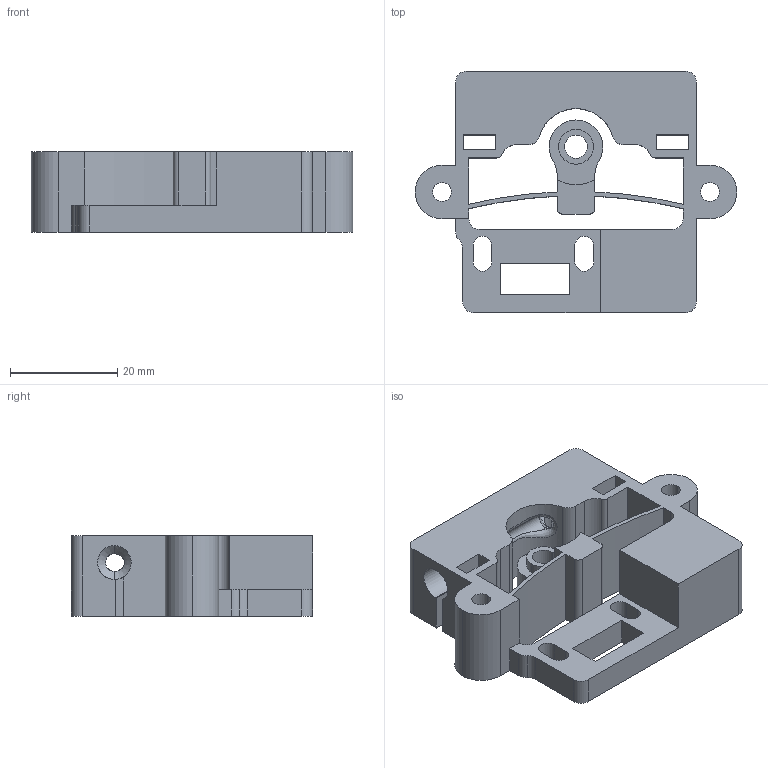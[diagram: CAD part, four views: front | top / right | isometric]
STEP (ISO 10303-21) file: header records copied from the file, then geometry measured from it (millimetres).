
FILE_DESCRIPTION (( 'STEP AP203' ), '1' );
FILE_NAME ('Test indirect sensor V3.STEP', '2021-07-18T09:40:14', ( '' ), ( '' ), 'SwSTEP 2.0', 'SolidWorks 2020', '' );
FILE_SCHEMA (( 'CONFIG_CONTROL_DESIGN' ));
Length unit declared in the file: millimetre
Products named in the file (1): Test indirect sensor V3
Bounding box: 60 x 45 x 15 mm (x, y, z)
Volume: 16168.6 mm3; surface area: 11055.3 mm2
Topology: 1 solids, 1 shells, 139 faces, 411 edges, 271 vertices
Faces by surface type: cylinder 72, plane 61, cone 4, bspline 2
Entity records: 5387 total; most frequent: CARTESIAN_POINT 1422, ORIENTED_EDGE 822, DIRECTION 817, EDGE_CURVE 411, AXIS2_PLACEMENT_3D 285, VERTEX_POINT 271, VECTOR 247, LINE 247
